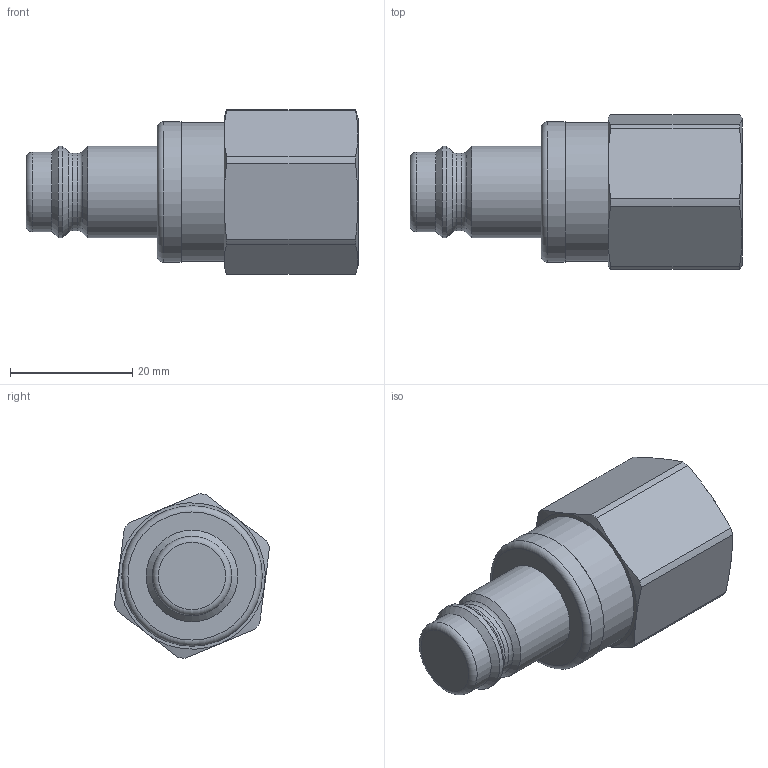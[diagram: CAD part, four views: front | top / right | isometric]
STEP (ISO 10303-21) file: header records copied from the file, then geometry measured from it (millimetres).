
FILE_DESCRIPTION((''),'2;1');
FILE_NAME('27sbiw13evx.stp','2014-01-27T08:07:53',('IA176480'),(''),'Autodesk Inventor 2013','Autodesk Inventor 2013','');
FILE_SCHEMA(('AUTOMOTIVE_DESIGN { 1 0 10303 214 1 1 1 1 }'));
Length unit declared in the file: millimetre
Products named in the file (1): D108507
Bounding box: 54.4 x 25.41 x 26.95 mm (x, y, z)
Volume: 17853.1 mm3; surface area: 5544 mm2
Topology: 1 solids, 3 shells, 57 faces, 121 edges, 72 vertices
Faces by surface type: cone 21, cylinder 18, plane 14, torus 4
Full cylindrical faces by diameter (mm): 11.445 x1, 12.65 x1, 13 x1, 15 x2, 18.5 x1, 18.651 x1, 19 x2, 20.3 x1, 22.75 x1, 23 x1
Entity records: 1427 total; most frequent: CARTESIAN_POINT 264, DIRECTION 238, ORIENTED_EDGE 182, AXIS2_PLACEMENT_3D 113, EDGE_CURVE 91, EDGE_LOOP 88, VERTEX_POINT 67, FACE_OUTER_BOUND 57
